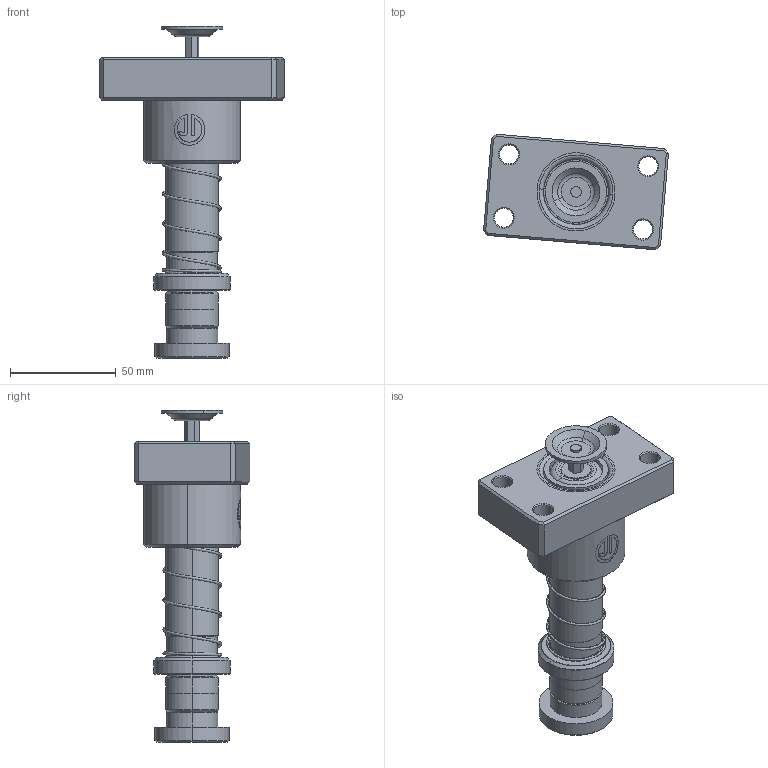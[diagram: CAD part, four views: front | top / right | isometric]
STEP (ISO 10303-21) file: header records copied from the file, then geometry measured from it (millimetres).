
FILE_DESCRIPTION (( 'STEP AP214' ), '1' );
FILE_NAME ('FRMS FRMJ-D25-L110(BL-50).STEP', '2021-09-11T08:21:13', ( '' ), ( '' ), 'SwSTEP 2.0', 'SolidWorks 2016', '' );
FILE_SCHEMA (( 'AUTOMOTIVE_DESIGN' ));
Length unit declared in the file: millimetre
Products named in the file (236): BALL-D3; BSH-30.5-25.5-L50; GTM-29; BSH-D30.5-25.5-L50郪蚾; TRPK蹟簽D25; HWP-D27.5-d25.5-L50; GTM-3-縐种; FRMS FRMJ-D25-L110(BL-50); SAB-25; SAB-25-1; GTM-29郪蚾; GTM-M12蹟簽; TRPM-D25-L110
Assembly tree (227 placements, depth 3):
  BALL-D3
  BALL-D3
  BALL-D3
  BALL-D3
  BALL-D3
Bounding box: 87.43 x 54.61 x 157 mm (x, y, z)
Volume: 168501.3 mm3; surface area: 76279.9 mm2
Topology: 219 solids, 219 shells, 1082 faces, 4392 edges, 2910 vertices
Faces by surface type: sphere 840, plane 78, cylinder 74, cone 46, torus 22, bspline 22
Entity records: 46276 total; most frequent: CARTESIAN_POINT 25062, ORIENTED_EDGE 3718, DIRECTION 3308, EDGE_CURVE 1859, AXIS2_PLACEMENT_3D 1525, VERTEX_POINT 1210, EDGE_LOOP 1099, B_SPLINE_CURVE_WITH_KNOTS 936
